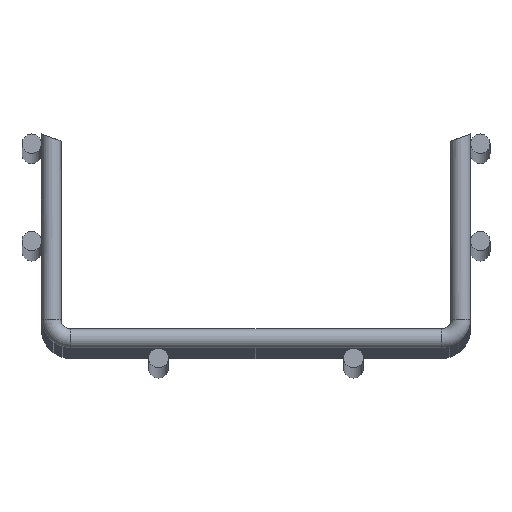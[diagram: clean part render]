
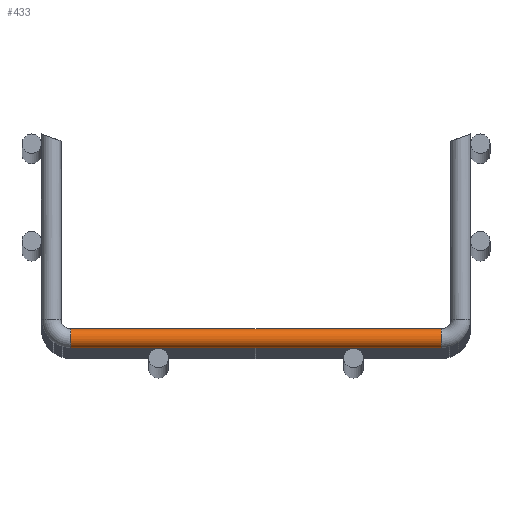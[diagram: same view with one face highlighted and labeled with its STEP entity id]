
A CAD part, top view. The second image highlights one B-rep face of the part: STEP entity #433.
In plain terms, the highlighted cylindrical face has radius 2.5 mm (diameter 5 mm), a partial arc.
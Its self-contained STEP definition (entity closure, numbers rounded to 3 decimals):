
#12 = DIRECTION ( 'NONE',  ( 0., 0., -1. ) ) ;
#21 = CARTESIAN_POINT ( 'NONE',  ( -47.5, -2.5, 0. ) ) ;
#36 = EDGE_CURVE ( 'NONE', #284, #237, #347, .T. ) ;
#51 = DIRECTION ( 'NONE',  ( 0., 1., 0. ) ) ;
#54 = CARTESIAN_POINT ( 'NONE',  ( -47.5, 0., 0. ) ) ;
#88 = CARTESIAN_POINT ( 'NONE',  ( -47.5, 0., 0. ) ) ;
#99 = FACE_OUTER_BOUND ( 'NONE', #131, .T. ) ;
#109 = DIRECTION ( 'NONE',  ( 1., 0., 0. ) ) ;
#131 = EDGE_LOOP ( 'NONE', ( #349, #158, #149, #674 ) ) ;
#145 = CARTESIAN_POINT ( 'NONE',  ( -47.5, 2.5, 0. ) ) ;
#149 = ORIENTED_EDGE ( 'NONE', *, *, #259, .T. ) ;
#158 = ORIENTED_EDGE ( 'NONE', *, *, #36, .T. ) ;
#178 = LINE ( 'NONE', #664, #429 ) ;
#221 = CARTESIAN_POINT ( 'NONE',  ( -47.5, -2.5, 0. ) ) ;
#237 = VERTEX_POINT ( 'NONE', #336 ) ;
#240 = DIRECTION ( 'NONE',  ( 0., 0., -1. ) ) ;
#251 = DIRECTION ( 'NONE',  ( -1., 0., 0. ) ) ;
#259 = EDGE_CURVE ( 'NONE', #237, #606, #581, .T. ) ;
#273 = CARTESIAN_POINT ( 'NONE',  ( 47.5, 0., 0. ) ) ;
#277 = DIRECTION ( 'NONE',  ( -1., 0., 0. ) ) ;
#284 = VERTEX_POINT ( 'NONE', #221 ) ;
#312 = CYLINDRICAL_SURFACE ( 'NONE', #481, 2.5 ) ;
#313 = AXIS2_PLACEMENT_3D ( 'NONE', #88, #251, #240 ) ;
#336 = CARTESIAN_POINT ( 'NONE',  ( 47.5, -2.5, 0. ) ) ;
#347 = LINE ( 'NONE', #21, #354 ) ;
#349 = ORIENTED_EDGE ( 'NONE', *, *, #612, .F. ) ;
#354 = VECTOR ( 'NONE', #623, 1000. ) ;
#399 = VERTEX_POINT ( 'NONE', #145 ) ;
#429 = VECTOR ( 'NONE', #558, 1000. ) ;
#433 = ADVANCED_FACE ( 'NONE', ( #99 ), #312, .T. ) ;
#439 = CIRCLE ( 'NONE', #313, 2.5 ) ;
#479 = CARTESIAN_POINT ( 'NONE',  ( 47.5, 2.5, 0. ) ) ;
#481 = AXIS2_PLACEMENT_3D ( 'NONE', #54, #109, #51 ) ;
#524 = AXIS2_PLACEMENT_3D ( 'NONE', #273, #277, #12 ) ;
#558 = DIRECTION ( 'NONE',  ( 1., 0., 0. ) ) ;
#571 = EDGE_CURVE ( 'NONE', #399, #606, #178, .T. ) ;
#581 = CIRCLE ( 'NONE', #524, 2.5 ) ;
#606 = VERTEX_POINT ( 'NONE', #479 ) ;
#612 = EDGE_CURVE ( 'NONE', #284, #399, #439, .T. ) ;
#623 = DIRECTION ( 'NONE',  ( 1., 0., 0. ) ) ;
#664 = CARTESIAN_POINT ( 'NONE',  ( -47.5, 2.5, 0. ) ) ;
#674 = ORIENTED_EDGE ( 'NONE', *, *, #571, .F. ) ;
